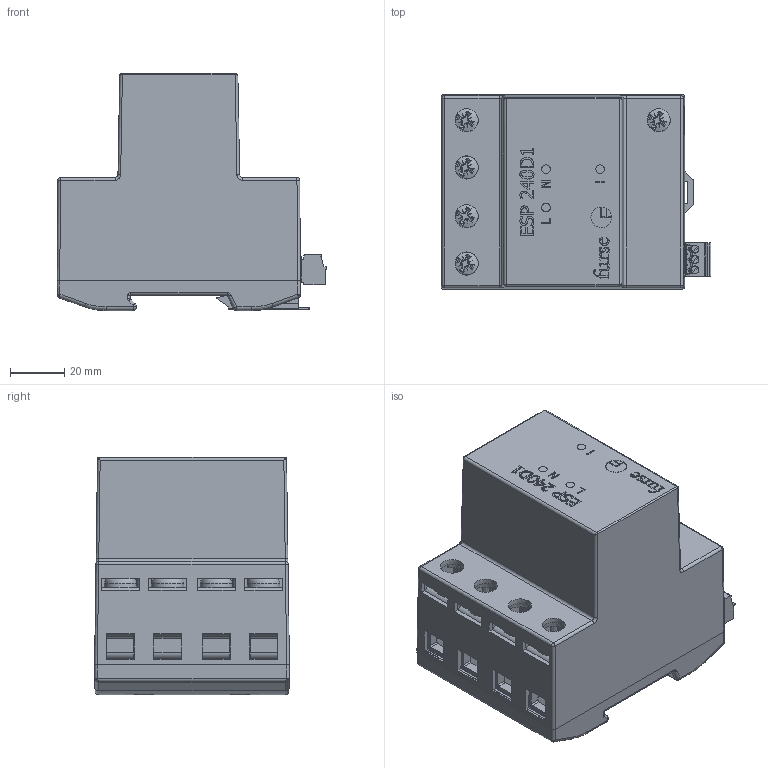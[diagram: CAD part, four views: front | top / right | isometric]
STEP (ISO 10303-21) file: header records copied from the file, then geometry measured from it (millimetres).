
FILE_DESCRIPTION(/* description */ ('ESP 240D1 - Combined type 1, 2, 3 protector for use on mains power distribution'),/* implementation_level */ '2;1');
FILE_NAME(/* name */ 'ESP 240D1.stp',/* time_stamp */ '2014-02-14T08:50:34+00:00',/* author */ ('N. Brown'),/* organization */ ('W.J.Furse'),/* preprocessor_version */ 'ST-DEVELOPER v15.2',/* originating_system */ 'Autodesk Inventor 2014',/* authorisation */ '');
FILE_SCHEMA (('AUTOMOTIVE_DESIGN { 1 0 10303 214 3 1 1 }'));
Products named in the file (1): ESP240D1
Bounding box: 99.77 x 72 x 87.7 mm (x, y, z)
Volume: 96237.7 mm3; surface area: 116499.1 mm2
Topology: 2 solids, 11 shells, 3235 faces, 8790 edges, 5557 vertices
Faces by surface type: plane 2054, cylinder 643, bspline 293, cone 155, torus 73, sphere 17
Full cylindrical faces by diameter (mm): 1.25 x3, 2.5 x4, 2.8 x3, 2.9 x3, 3.18 x8, 3.2 x3, 3.5 x6, 4.5 x5, 4.7 x1, 5.459 x5, 6 x15, 6.2 x5
Entity records: 119267 total; most frequent: CARTESIAN_POINT 36364, ORIENTED_EDGE 17188, DIRECTION 15616, EDGE_CURVE 8594, LINE 5830, VECTOR 5830, VERTEX_POINT 5513, AXIS2_PLACEMENT_3D 4893
